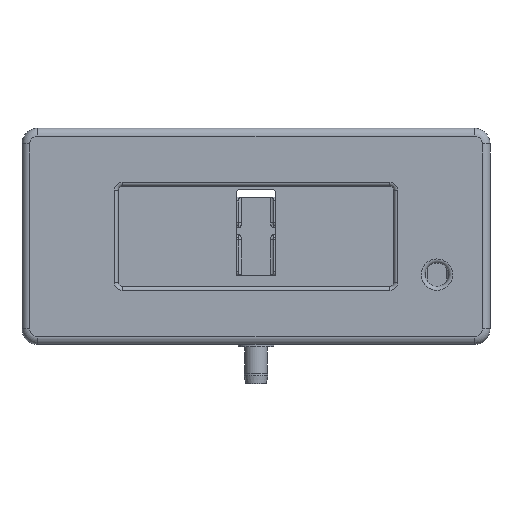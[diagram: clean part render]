
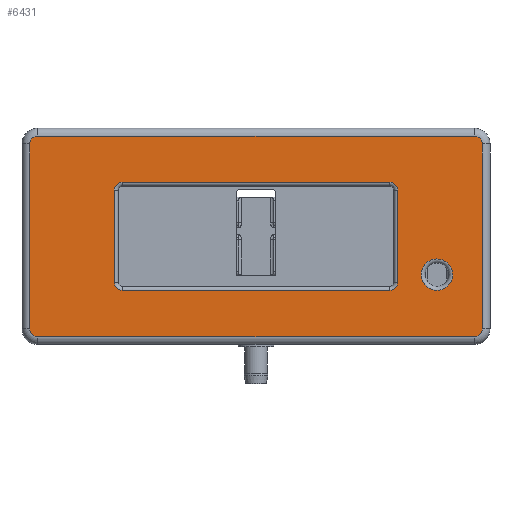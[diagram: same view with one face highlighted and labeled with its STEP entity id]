
A CAD part, front view. The second image highlights one B-rep face of the part: STEP entity #6431.
In plain terms, the highlighted planar face has unit normal (0, -1, 0).
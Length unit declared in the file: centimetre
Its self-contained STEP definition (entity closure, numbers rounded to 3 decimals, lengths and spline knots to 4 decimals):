
#187=FACE_BOUND($,#880,.T.);
#188=FACE_BOUND($,#881,.T.);
#189=FACE_BOUND($,#882,.T.);
#253=PLANE($,#6882);
#880=EDGE_LOOP($,(#4358));
#881=EDGE_LOOP($,(#4359,#4360,#4361,#4362,#4363,#4364,#4365,#4366));
#882=EDGE_LOOP($,(#4367,#4368,#4369,#4370,#4371,#4372,#4373,#4374));
#1339=LINE($,#9743,#1864);
#1341=LINE($,#9763,#1866);
#1344=LINE($,#9770,#1869);
#1346=LINE($,#9785,#1871);
#1354=LINE($,#9811,#1879);
#1355=LINE($,#9815,#1880);
#1356=LINE($,#9819,#1881);
#1357=LINE($,#9822,#1882);
#1864=VECTOR($,#7644,1.);
#1866=VECTOR($,#7668,1.);
#1869=VECTOR($,#7675,1.);
#1871=VECTOR($,#7695,1.);
#1879=VECTOR($,#7721,1.);
#1880=VECTOR($,#7724,1.);
#1881=VECTOR($,#7727,1.);
#1882=VECTOR($,#7730,1.);
#2392=CIRCLE($,#6857,0.2);
#2396=CIRCLE($,#6862,0.2);
#2400=CIRCLE($,#6869,0.2);
#2404=CIRCLE($,#6874,0.2);
#2407=CIRCLE($,#6883,0.4);
#2408=CIRCLE($,#6884,0.2);
#2409=CIRCLE($,#6885,0.2);
#2410=CIRCLE($,#6886,0.2);
#2411=CIRCLE($,#6887,0.2);
#2742=VERTEX_POINT($,#9740);
#2743=VERTEX_POINT($,#9742);
#2746=VERTEX_POINT($,#9749);
#2747=VERTEX_POINT($,#9754);
#2750=VERTEX_POINT($,#9761);
#2751=VERTEX_POINT($,#9766);
#2754=VERTEX_POINT($,#9773);
#2755=VERTEX_POINT($,#9778);
#2762=VERTEX_POINT($,#9805);
#2763=VERTEX_POINT($,#9807);
#2764=VERTEX_POINT($,#9808);
#2765=VERTEX_POINT($,#9810);
#2766=VERTEX_POINT($,#9812);
#2767=VERTEX_POINT($,#9814);
#2768=VERTEX_POINT($,#9816);
#2769=VERTEX_POINT($,#9818);
#2770=VERTEX_POINT($,#9820);
#3336=EDGE_CURVE($,#2742,#2743,#1339,.T.);
#3340=EDGE_CURVE($,#2746,#2742,#2392,.T.);
#3344=EDGE_CURVE($,#2743,#2747,#2396,.T.);
#3346=EDGE_CURVE($,#2750,#2746,#1341,.T.);
#3350=EDGE_CURVE($,#2747,#2751,#1344,.T.);
#3352=EDGE_CURVE($,#2754,#2750,#2400,.T.);
#3356=EDGE_CURVE($,#2751,#2755,#2404,.T.);
#3358=EDGE_CURVE($,#2755,#2754,#1346,.T.);
#3368=EDGE_CURVE($,#2762,#2762,#2407,.T.);
#3369=EDGE_CURVE($,#2763,#2764,#2408,.T.);
#3370=EDGE_CURVE($,#2765,#2763,#1354,.T.);
#3371=EDGE_CURVE($,#2766,#2765,#2409,.T.);
#3372=EDGE_CURVE($,#2767,#2766,#1355,.T.);
#3373=EDGE_CURVE($,#2768,#2767,#2410,.T.);
#3374=EDGE_CURVE($,#2769,#2768,#1356,.T.);
#3375=EDGE_CURVE($,#2770,#2769,#2411,.T.);
#3376=EDGE_CURVE($,#2764,#2770,#1357,.T.);
#4358=ORIENTED_EDGE($,*,*,#3368,.F.);
#4359=ORIENTED_EDGE($,*,*,#3369,.F.);
#4360=ORIENTED_EDGE($,*,*,#3370,.F.);
#4361=ORIENTED_EDGE($,*,*,#3371,.F.);
#4362=ORIENTED_EDGE($,*,*,#3372,.F.);
#4363=ORIENTED_EDGE($,*,*,#3373,.F.);
#4364=ORIENTED_EDGE($,*,*,#3374,.F.);
#4365=ORIENTED_EDGE($,*,*,#3375,.F.);
#4366=ORIENTED_EDGE($,*,*,#3376,.F.);
#4367=ORIENTED_EDGE($,*,*,#3336,.F.);
#4368=ORIENTED_EDGE($,*,*,#3340,.F.);
#4369=ORIENTED_EDGE($,*,*,#3346,.F.);
#4370=ORIENTED_EDGE($,*,*,#3352,.F.);
#4371=ORIENTED_EDGE($,*,*,#3358,.F.);
#4372=ORIENTED_EDGE($,*,*,#3356,.F.);
#4373=ORIENTED_EDGE($,*,*,#3350,.F.);
#4374=ORIENTED_EDGE($,*,*,#3344,.F.);
#6431=ADVANCED_FACE($,(#187,#188,#189),#253,.F.);
#6857=AXIS2_PLACEMENT_3D($,#9751,#7652,#7653);
#6862=AXIS2_PLACEMENT_3D($,#9758,#7662,#7663);
#6869=AXIS2_PLACEMENT_3D($,#9775,#7680,#7681);
#6874=AXIS2_PLACEMENT_3D($,#9782,#7690,#7691);
#6882=AXIS2_PLACEMENT_3D($,#9804,#7715,#7716);
#6883=AXIS2_PLACEMENT_3D($,#9806,#7717,#7718);
#6884=AXIS2_PLACEMENT_3D($,#9809,#7719,#7720);
#6885=AXIS2_PLACEMENT_3D($,#9813,#7722,#7723);
#6886=AXIS2_PLACEMENT_3D($,#9817,#7725,#7726);
#6887=AXIS2_PLACEMENT_3D($,#9821,#7728,#7729);
#7644=DIRECTION($,(1.,0.,0.));
#7652=DIRECTION('center_axis',(0.,-1.,0.));
#7653=DIRECTION('ref_axis',(-0.707,0.,-0.707));
#7662=DIRECTION('center_axis',(0.,-1.,0.));
#7663=DIRECTION('ref_axis',(0.707,0.,-0.707));
#7668=DIRECTION($,(0.,0.,-1.));
#7675=DIRECTION($,(0.,0.,1.));
#7680=DIRECTION('center_axis',(0.,-1.,0.));
#7681=DIRECTION('ref_axis',(-0.707,0.,0.707));
#7690=DIRECTION('center_axis',(0.,-1.,0.));
#7691=DIRECTION('ref_axis',(0.707,0.,0.707));
#7695=DIRECTION($,(-1.,0.,0.));
#7715=DIRECTION('center_axis',(0.,1.,0.));
#7716=DIRECTION('ref_axis',(1.,0.,0.));
#7717=DIRECTION('center_axis',(0.,-1.,0.));
#7718=DIRECTION('ref_axis',(-1.,0.,0.));
#7719=DIRECTION('center_axis',(0.,1.,0.));
#7720=DIRECTION('ref_axis',(0.707,0.,-0.707));
#7721=DIRECTION($,(0.,0.,-1.));
#7722=DIRECTION('center_axis',(0.,1.,0.));
#7723=DIRECTION('ref_axis',(0.707,0.,0.707));
#7724=DIRECTION($,(1.,0.,0.));
#7725=DIRECTION('center_axis',(0.,1.,0.));
#7726=DIRECTION('ref_axis',(-0.707,0.,0.707));
#7727=DIRECTION($,(0.,0.,1.));
#7728=DIRECTION('center_axis',(0.,1.,0.));
#7729=DIRECTION('ref_axis',(-0.707,0.,-0.707));
#7730=DIRECTION($,(-1.,0.,0.));
#9740=CARTESIAN_POINT('',(-3.4,0.,-1.375));
#9742=CARTESIAN_POINT('',(3.4,0.,-1.375));
#9743=CARTESIAN_POINT($,(-1.75,0.,-1.375));
#9749=CARTESIAN_POINT('',(-3.6,0.,-1.175));
#9751=CARTESIAN_POINT('Origin',(-3.4,0.,-1.175));
#9754=CARTESIAN_POINT('',(3.6,0.,-1.175));
#9758=CARTESIAN_POINT('Origin',(3.4,0.,-1.175));
#9761=CARTESIAN_POINT('',(-3.6,0.,1.175));
#9763=CARTESIAN_POINT($,(-3.6,0.,0.6375));
#9766=CARTESIAN_POINT('',(3.6,0.,1.175));
#9770=CARTESIAN_POINT($,(3.6,0.,-0.6375));
#9773=CARTESIAN_POINT('',(-3.4,0.,1.375));
#9775=CARTESIAN_POINT('Origin',(-3.4,0.,1.175));
#9778=CARTESIAN_POINT('',(3.4,0.,1.375));
#9782=CARTESIAN_POINT('Origin',(3.4,0.,1.175));
#9785=CARTESIAN_POINT($,(1.75,0.,1.375));
#9804=CARTESIAN_POINT('Origin',(0.,0.,0.));
#9805=CARTESIAN_POINT('',(5.,0.,-0.975));
#9806=CARTESIAN_POINT('Origin',(4.6,0.,-0.975));
#9807=CARTESIAN_POINT('',(5.75,0.,-2.35));
#9808=CARTESIAN_POINT('',(5.55,0.,-2.55));
#9809=CARTESIAN_POINT('Origin',(5.55,0.,-2.35));
#9810=CARTESIAN_POINT('',(5.75,0.,2.35));
#9811=CARTESIAN_POINT($,(5.75,0.,1.125));
#9812=CARTESIAN_POINT('',(5.55,0.,2.55));
#9813=CARTESIAN_POINT('Origin',(5.55,0.,2.35));
#9814=CARTESIAN_POINT('',(-5.55,0.,2.55));
#9815=CARTESIAN_POINT($,(-2.225,0.,2.55));
#9816=CARTESIAN_POINT('',(-5.75,0.,2.35));
#9817=CARTESIAN_POINT('Origin',(-5.55,0.,2.35));
#9818=CARTESIAN_POINT('',(-5.75,0.,-2.35));
#9819=CARTESIAN_POINT($,(-5.75,0.,-1.125));
#9820=CARTESIAN_POINT('',(-5.55,0.,-2.55));
#9821=CARTESIAN_POINT('Origin',(-5.55,0.,-2.35));
#9822=CARTESIAN_POINT($,(2.225,0.,-2.55));
